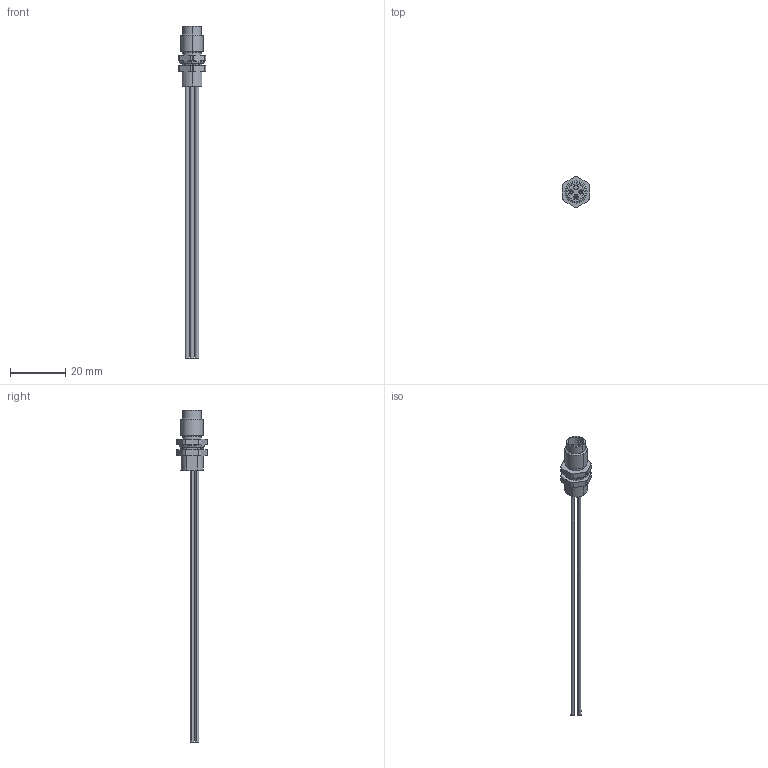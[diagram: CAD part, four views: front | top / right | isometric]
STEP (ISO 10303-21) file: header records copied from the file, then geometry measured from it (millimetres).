
FILE_DESCRIPTION (( 'STEP AP203' ), '1' );
FILE_NAME ('7000-08553-9700050.step', '2023-02-16T19:07:50', ( '' ), ( '' ), 'SwSTEP 2.0', 'SolidWorks 2021', '' );
FILE_SCHEMA (( 'CONFIG_CONTROL_DESIGN' ));
Length unit declared in the file: inch
Products named in the file (1): 7000-08553-9700050
Bounding box: 10 x 11 x 120 mm (x, y, z)
Volume: 1365.7 mm3; surface area: 2761.2 mm2
Topology: 9 solids, 9 shells, 107 faces, 248 edges, 158 vertices
Faces by surface type: cylinder 51, plane 34, cone 12, sphere 6, bspline 4
Entity records: 3156 total; most frequent: CARTESIAN_POINT 620, DIRECTION 559, ORIENTED_EDGE 472, EDGE_CURVE 236, AXIS2_PLACEMENT_3D 231, VERTEX_POINT 152, CIRCLE 127, EDGE_LOOP 122
